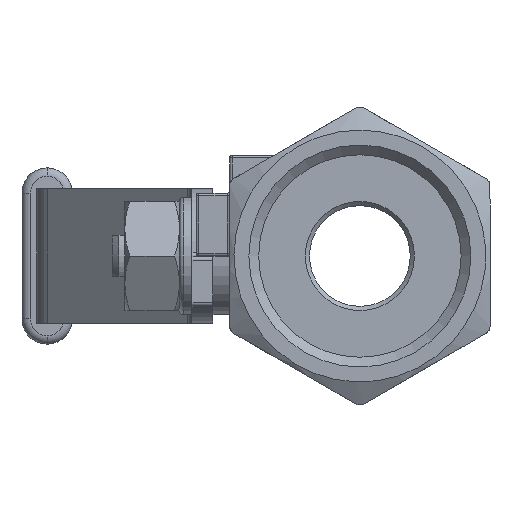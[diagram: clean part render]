
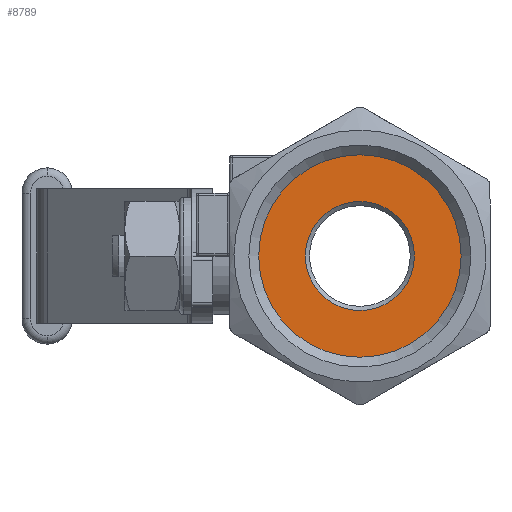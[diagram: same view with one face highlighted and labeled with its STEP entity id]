
A CAD part, left-side view. The second image highlights one B-rep face of the part: STEP entity #8789.
In plain terms, the highlighted planar face has unit normal (-1, 0, 0).
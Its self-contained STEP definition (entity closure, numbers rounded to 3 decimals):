
#3117 = FACE_BOUND ( 'NONE', #10686, .T. ) ;
#3119 = FACE_OUTER_BOUND ( 'NONE', #10611, .T. ) ;
#3120 = PLANE ( 'NONE',  #3400 ) ;
#3129 = CARTESIAN_POINT ( 'NONE',  ( -15.5, 12.06, 0. ) ) ;
#3130 = DIRECTION ( 'NONE',  ( -1., 0., 0. ) ) ;
#3131 = DIRECTION ( 'NONE',  ( 0., 0., 1. ) ) ;
#3400 = AXIS2_PLACEMENT_3D ( 'NONE', #3129, #3130, #3131 ) ;
#7574 = EDGE_CURVE ( 'NONE', #13867, #13867, #23451, .T. ) ;
#7583 = EDGE_CURVE ( 'NONE', #13881, #13881, #23463, .T. ) ;
#8789 = ADVANCED_FACE ( 'NONE', ( #3117, #3119 ), #3120, .T. ) ;
#9006 = ORIENTED_EDGE ( 'NONE', *, *, #7583, .T. ) ;
#9007 = ORIENTED_EDGE ( 'NONE', *, *, #7574, .T. ) ;
#10611 = EDGE_LOOP ( 'NONE', ( #9007 ) ) ;
#10686 = EDGE_LOOP ( 'NONE', ( #9006 ) ) ;
#13867 = VERTEX_POINT ( 'NONE', #13870 ) ;
#13870 = CARTESIAN_POINT ( 'NONE',  ( -15.5, 0., 12.06 ) ) ;
#13881 = VERTEX_POINT ( 'NONE', #13884 ) ;
#13884 = CARTESIAN_POINT ( 'NONE',  ( -15.5, 0., 6.5 ) ) ;
#23450 = AXIS2_PLACEMENT_3D ( 'NONE', #24217, #24218, #24219 ) ;
#23451 = CIRCLE ( 'NONE', #23450, 12.06 ) ;
#23463 = CIRCLE ( 'NONE', #23466, 6.5 ) ;
#23466 = AXIS2_PLACEMENT_3D ( 'NONE', #24247, #24248, #24249 ) ;
#24217 = CARTESIAN_POINT ( 'NONE',  ( -15.5, 0., 0. ) ) ;
#24218 = DIRECTION ( 'NONE',  ( -1., 0., 0. ) ) ;
#24219 = DIRECTION ( 'NONE',  ( 0., 0., 1. ) ) ;
#24247 = CARTESIAN_POINT ( 'NONE',  ( -15.5, 0., 0. ) ) ;
#24248 = DIRECTION ( 'NONE',  ( 1., 0., 0. ) ) ;
#24249 = DIRECTION ( 'NONE',  ( 0., 0., 1. ) ) ;
